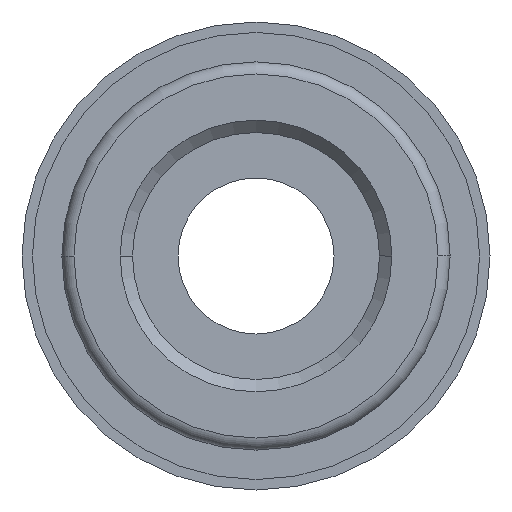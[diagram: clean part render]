
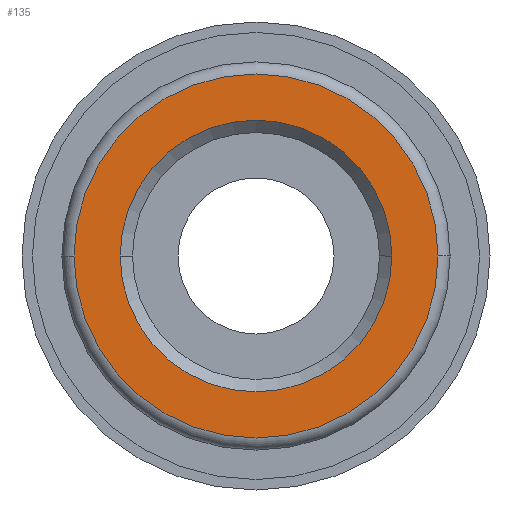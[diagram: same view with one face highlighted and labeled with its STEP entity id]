
A CAD part, front view. The second image highlights one B-rep face of the part: STEP entity #135.
In plain terms, the highlighted planar face has unit normal (0, -1, 0).
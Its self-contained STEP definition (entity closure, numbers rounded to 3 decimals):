
#135=ADVANCED_FACE('',(#300,#301),#302,.T.);
#300=FACE_BOUND('',#489,.T.);
#301=FACE_OUTER_BOUND('',#490,.T.);
#302=PLANE('',#491);
#489=EDGE_LOOP('',(#803,#804));
#490=EDGE_LOOP('',(#805,#806));
#491=AXIS2_PLACEMENT_3D('',#807,#808,#809);
#803=ORIENTED_EDGE('',*,*,#1157,.T.);
#804=ORIENTED_EDGE('',*,*,#1158,.T.);
#805=ORIENTED_EDGE('',*,*,#1131,.T.);
#806=ORIENTED_EDGE('',*,*,#1159,.T.);
#807=CARTESIAN_POINT('',(0.0,0.0,0.0));
#808=DIRECTION('',(0.0,-1.0,0.0));
#809=DIRECTION('',(1.0,0.0,0.));
#1131=EDGE_CURVE('',#1353,#1356,#1358,.T.);
#1157=EDGE_CURVE('',#1396,#1397,#1398,.T.);
#1158=EDGE_CURVE('',#1397,#1396,#1399,.T.);
#1159=EDGE_CURVE('',#1356,#1353,#1400,.T.);
#1353=VERTEX_POINT('',#1620);
#1356=VERTEX_POINT('',#1624);
#1358=CIRCLE('',#1627,7.0);
#1396=VERTEX_POINT('',#1669);
#1397=VERTEX_POINT('',#1670);
#1398=CIRCLE('',#1671,5.225);
#1399=CIRCLE('',#1672,5.225);
#1400=CIRCLE('',#1673,7.0);
#1620=CARTESIAN_POINT('',(-7.0,0.0,0.));
#1624=CARTESIAN_POINT('',(7.0,0.0,0.));
#1627=AXIS2_PLACEMENT_3D('',#1899,#1900,#1901);
#1669=CARTESIAN_POINT('',(5.225,0.0,0.0));
#1670=CARTESIAN_POINT('',(-5.225,0.0,0.));
#1671=AXIS2_PLACEMENT_3D('',#1945,#1946,#1947);
#1672=AXIS2_PLACEMENT_3D('',#1948,#1949,#1950);
#1673=AXIS2_PLACEMENT_3D('',#1951,#1952,#1953);
#1899=CARTESIAN_POINT('',(0.0,0.0,0.0));
#1900=DIRECTION('',(0.0,-1.0,-0.0));
#1901=DIRECTION('',(-1.0,0.0,0.));
#1945=CARTESIAN_POINT('',(0.0,0.0,0.0));
#1946=DIRECTION('',(0.0,1.0,0.0));
#1947=DIRECTION('',(-1.0,0.0,0.));
#1948=CARTESIAN_POINT('',(0.0,0.0,0.0));
#1949=DIRECTION('',(0.0,1.0,0.0));
#1950=DIRECTION('',(-1.0,0.0,0.));
#1951=CARTESIAN_POINT('',(0.0,0.0,0.0));
#1952=DIRECTION('',(0.0,-1.0,-0.0));
#1953=DIRECTION('',(-1.0,0.0,0.));
